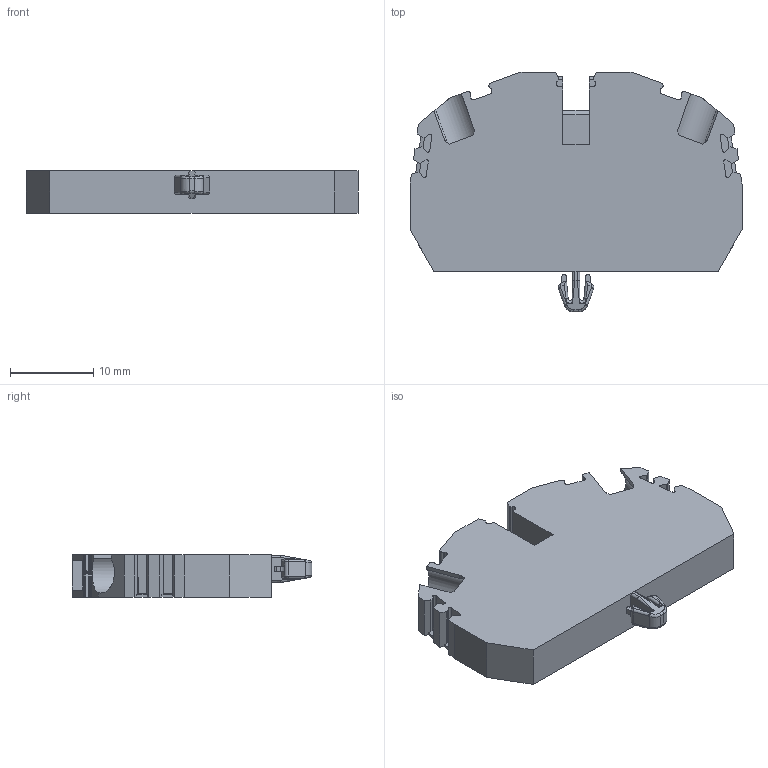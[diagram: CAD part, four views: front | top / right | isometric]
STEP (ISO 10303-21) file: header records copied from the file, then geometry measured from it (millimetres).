
FILE_DESCRIPTION(/* description */ (''),/* implementation_level */ '2;1');
FILE_NAME(/* name */ '3587_ZSRK25_2A-RC_iso.stp',/* time_stamp */ '2011-08-03T15:00:50+02:00',/* author */ (''),/* organization */ (''),/* preprocessor_version */ 'ST-DEVELOPER v11',/* originating_system */ 'SIEMENS UGS NX 6.0',/* authorisation */ '');
FILE_SCHEMA (('CONFIG_CONTROL_DESIGN'));
Length unit declared in the file: millimetre
Products named in the file (1): 3587_ZSRK25_2A-RC_iso
Bounding box: 40 x 28.9 x 5.1 mm (x, y, z)
Volume: 3798.2 mm3; surface area: 2803.1 mm2
Topology: 1 solids, 1 shells, 274 faces, 774 edges, 507 vertices
Faces by surface type: plane 172, cylinder 86, bspline 10, torus 4, cone 2
Full cylindrical faces by diameter (mm): 2.4 x2
Entity records: 9423 total; most frequent: CARTESIAN_POINT 2477, ORIENTED_EDGE 1544, DIRECTION 1272, EDGE_CURVE 772, VERTEX_POINT 509, LINE 498, VECTOR 498, AXIS2_PLACEMENT_3D 387
